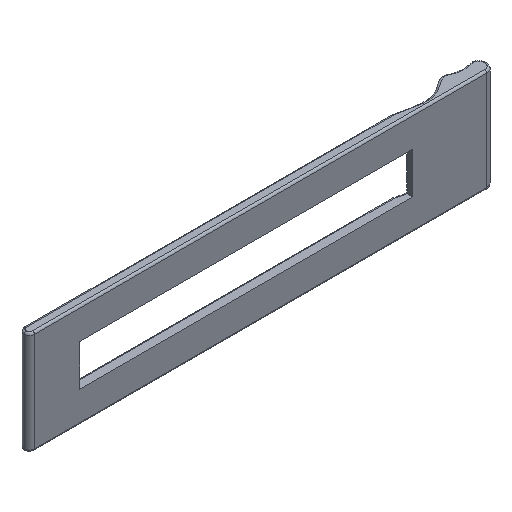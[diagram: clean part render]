
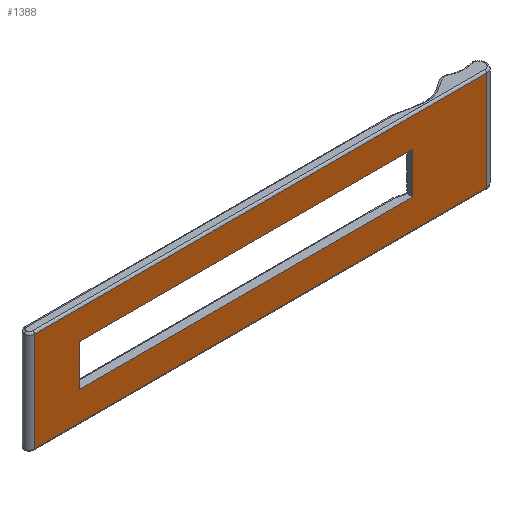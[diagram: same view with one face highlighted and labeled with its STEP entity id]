
A CAD part, isometric view. The second image highlights one B-rep face of the part: STEP entity #1388.
In plain terms, the highlighted planar face has unit normal (0, -1, 0).
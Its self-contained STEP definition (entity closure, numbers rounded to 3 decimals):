
#18=FACE_BOUND('',#228,.T.);
#89=PLANE('',#1472);
#150=FACE_OUTER_BOUND('',#227,.T.);
#227=EDGE_LOOP('',(#1148,#1149,#1150,#1151));
#228=EDGE_LOOP('',(#1152,#1153,#1154,#1155));
#357=LINE('',#2633,#486);
#359=LINE('',#2640,#488);
#360=LINE('',#2642,#489);
#361=LINE('',#2643,#490);
#362=LINE('',#2646,#491);
#363=LINE('',#2648,#492);
#364=LINE('',#2650,#493);
#365=LINE('',#2651,#494);
#486=VECTOR('',#1693,10.);
#488=VECTOR('',#1703,3.15);
#489=VECTOR('',#1704,10.);
#490=VECTOR('',#1705,10.);
#491=VECTOR('',#1706,10.);
#492=VECTOR('',#1707,10.);
#493=VECTOR('',#1708,10.);
#494=VECTOR('',#1709,10.);
#664=VERTEX_POINT('',#2625);
#666=VERTEX_POINT('',#2631);
#667=VERTEX_POINT('',#2639);
#668=VERTEX_POINT('',#2641);
#669=VERTEX_POINT('',#2644);
#670=VERTEX_POINT('',#2645);
#671=VERTEX_POINT('',#2647);
#672=VERTEX_POINT('',#2649);
#845=EDGE_CURVE('',#666,#664,#357,.T.);
#849=EDGE_CURVE('',#667,#666,#359,.T.);
#850=EDGE_CURVE('',#668,#667,#360,.T.);
#851=EDGE_CURVE('',#664,#668,#361,.T.);
#852=EDGE_CURVE('',#669,#670,#362,.T.);
#853=EDGE_CURVE('',#670,#671,#363,.T.);
#854=EDGE_CURVE('',#671,#672,#364,.T.);
#855=EDGE_CURVE('',#672,#669,#365,.T.);
#1148=ORIENTED_EDGE('',*,*,#845,.F.);
#1149=ORIENTED_EDGE('',*,*,#849,.F.);
#1150=ORIENTED_EDGE('',*,*,#850,.F.);
#1151=ORIENTED_EDGE('',*,*,#851,.F.);
#1152=ORIENTED_EDGE('',*,*,#852,.T.);
#1153=ORIENTED_EDGE('',*,*,#853,.T.);
#1154=ORIENTED_EDGE('',*,*,#854,.T.);
#1155=ORIENTED_EDGE('',*,*,#855,.T.);
#1388=ADVANCED_FACE('',(#150,#18),#89,.T.);
#1472=AXIS2_PLACEMENT_3D('',#2638,#1701,#1702);
#1693=DIRECTION('',(-1.,0.,0.));
#1701=DIRECTION('center_axis',(0.,-1.,0.));
#1702=DIRECTION('ref_axis',(1.,0.,0.));
#1703=DIRECTION('',(0.,0.,-1.));
#1704=DIRECTION('',(1.,0.,0.));
#1705=DIRECTION('',(0.,0.,1.));
#1706=DIRECTION('',(0.,0.,-1.));
#1707=DIRECTION('',(-1.,0.,0.));
#1708=DIRECTION('',(0.,0.,1.));
#1709=DIRECTION('',(1.,0.,0.));
#2625=CARTESIAN_POINT('',(-88.5,0.,-19.2));
#2631=CARTESIAN_POINT('',(86.551,0.,-19.2));
#2633=CARTESIAN_POINT('',(-45.25,0.,-19.2));
#2638=CARTESIAN_POINT('Origin',(-90.5,0.,0.));
#2639=CARTESIAN_POINT('',(86.551,0.,19.2));
#2640=CARTESIAN_POINT('',(86.551,0.,0.));
#2641=CARTESIAN_POINT('',(-88.5,0.,19.2));
#2642=CARTESIAN_POINT('',(-45.25,0.,19.2));
#2643=CARTESIAN_POINT('',(-88.5,0.,0.));
#2644=CARTESIAN_POINT('',(58.,0.,8.));
#2645=CARTESIAN_POINT('',(58.,0.,-8.));
#2646=CARTESIAN_POINT('',(58.,0.,-4.));
#2647=CARTESIAN_POINT('',(-71.,0.,-8.));
#2648=CARTESIAN_POINT('',(-80.75,0.,-8.));
#2649=CARTESIAN_POINT('',(-71.,0.,8.));
#2650=CARTESIAN_POINT('',(-71.,0.,4.));
#2651=CARTESIAN_POINT('',(-16.25,0.,8.));
